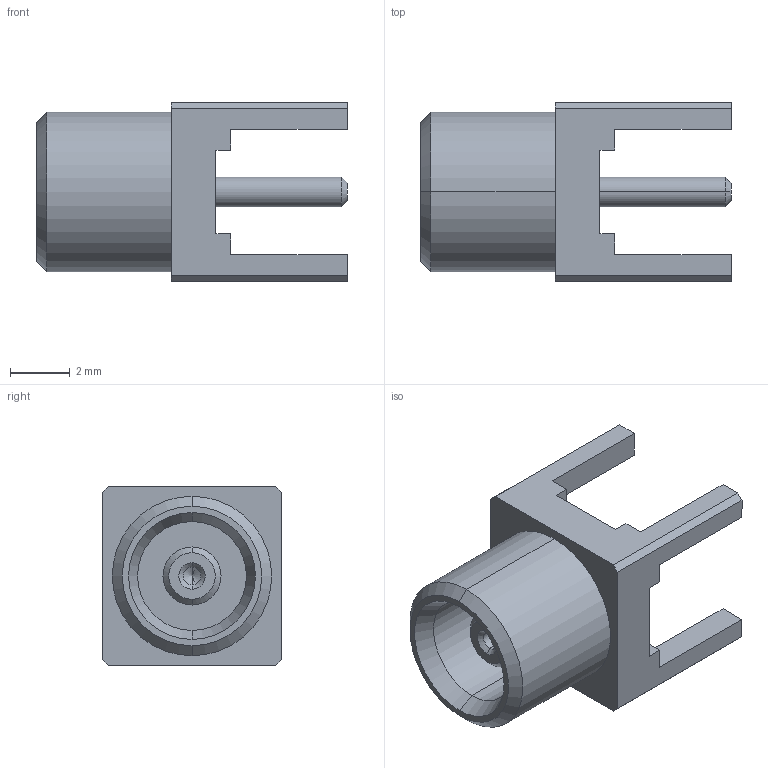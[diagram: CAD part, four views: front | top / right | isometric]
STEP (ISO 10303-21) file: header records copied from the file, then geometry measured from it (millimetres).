
FILE_DESCRIPTION (( 'STEP AP203' ), '1' );
FILE_NAME ('PCB.MCXFSTJ.A.STEP', '2021-12-04T14:16:13', ( 'admin' ), ( '' ), 'SwSTEP 2.0', 'SolidWorks 2015', '' );
FILE_SCHEMA (( 'CONFIG_CONTROL_DESIGN' ));
Length unit declared in the file: millimetre
Products named in the file (1): PCB.MCXFSTJ.A
Bounding box: 10.4 x 6 x 6 mm (x, y, z)
Volume: 137.7 mm3; surface area: 326.4 mm2
Topology: 1 solids, 1 shells, 67 faces, 164 edges, 103 vertices
Faces by surface type: plane 39, cylinder 14, cone 14
Entity records: 2011 total; most frequent: DIRECTION 336, CARTESIAN_POINT 333, ORIENTED_EDGE 324, EDGE_CURVE 162, VECTOR 124, LINE 124, AXIS2_PLACEMENT_3D 106, VERTEX_POINT 103
